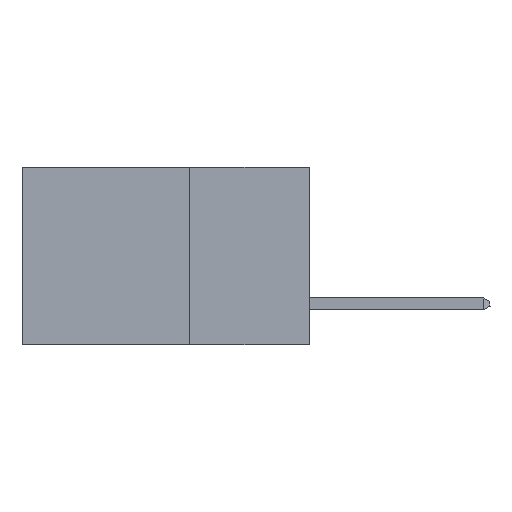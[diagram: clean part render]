
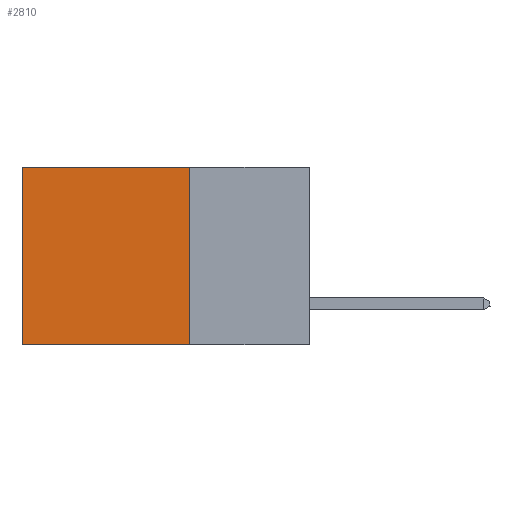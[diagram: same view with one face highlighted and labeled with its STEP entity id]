
A CAD part, left-side view. The second image highlights one B-rep face of the part: STEP entity #2810.
In plain terms, the highlighted planar face has unit normal (-1, 0, 0).
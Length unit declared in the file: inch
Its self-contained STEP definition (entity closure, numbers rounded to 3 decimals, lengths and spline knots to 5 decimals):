
#964 = CARTESIAN_POINT ( 'NONE',  ( 0.2875, 0.25, 0. ) ) ;
#1378 = CARTESIAN_POINT ( 'NONE',  ( 0.2875, 0.25, -0.37 ) ) ;
#2810 = ADVANCED_FACE ( 'NONE', ( #11162 ), #7523, .F. ) ;
#4966 = CARTESIAN_POINT ( 'NONE',  ( 0.2875, 0.25, 0. ) ) ;
#5057 = DIRECTION ( 'NONE',  ( 0., 0., -1. ) ) ;
#7523 = PLANE ( 'NONE',  #38142 ) ;
#10614 = CARTESIAN_POINT ( 'NONE',  ( 0.2875, 0.25, 0. ) ) ;
#11162 = FACE_OUTER_BOUND ( 'NONE', #12402, .T. ) ;
#12402 = EDGE_LOOP ( 'NONE', ( #20190, #30388, #26634, #25803 ) ) ;
#16399 = LINE ( 'NONE', #35366, #18188 ) ;
#17632 = EDGE_CURVE ( 'NONE', #40732, #44966, #18527, .T. ) ;
#18188 = VECTOR ( 'NONE', #38773, 39.37008 ) ;
#18527 = LINE ( 'NONE', #4966, #41236 ) ;
#18691 = VECTOR ( 'NONE', #33110, 39.37008 ) ;
#20190 = ORIENTED_EDGE ( 'NONE', *, *, #41383, .T. ) ;
#23937 = VERTEX_POINT ( 'NONE', #31413 ) ;
#25414 = EDGE_CURVE ( 'NONE', #40732, #26183, #40740, .T. ) ;
#25733 = CARTESIAN_POINT ( 'NONE',  ( 0.2875, 0.6, 0. ) ) ;
#25803 = ORIENTED_EDGE ( 'NONE', *, *, #17632, .T. ) ;
#26183 = VERTEX_POINT ( 'NONE', #1378 ) ;
#26634 = ORIENTED_EDGE ( 'NONE', *, *, #25414, .F. ) ;
#27601 = CARTESIAN_POINT ( 'NONE',  ( 0.2875, 0.25, 0. ) ) ;
#28604 = LINE ( 'NONE', #47999, #18691 ) ;
#29674 = VECTOR ( 'NONE', #5057, 39.37008 ) ;
#30388 = ORIENTED_EDGE ( 'NONE', *, *, #32971, .F. ) ;
#31413 = CARTESIAN_POINT ( 'NONE',  ( 0.2875, 0.6, -0.37 ) ) ;
#32971 = EDGE_CURVE ( 'NONE', #26183, #23937, #28604, .T. ) ;
#33110 = DIRECTION ( 'NONE',  ( 0., 1., 0. ) ) ;
#33640 = DIRECTION ( 'NONE',  ( 0., 1., 0. ) ) ;
#35366 = CARTESIAN_POINT ( 'NONE',  ( 0.2875, 0.6, 0. ) ) ;
#37674 = DIRECTION ( 'NONE',  ( 0., 0., -1. ) ) ;
#38142 = AXIS2_PLACEMENT_3D ( 'NONE', #10614, #44891, #37674 ) ;
#38773 = DIRECTION ( 'NONE',  ( 0., 0., -1. ) ) ;
#40732 = VERTEX_POINT ( 'NONE', #27601 ) ;
#40740 = LINE ( 'NONE', #964, #29674 ) ;
#41236 = VECTOR ( 'NONE', #33640, 39.37008 ) ;
#41383 = EDGE_CURVE ( 'NONE', #44966, #23937, #16399, .T. ) ;
#44891 = DIRECTION ( 'NONE',  ( 1., 0., 0. ) ) ;
#44966 = VERTEX_POINT ( 'NONE', #25733 ) ;
#47999 = CARTESIAN_POINT ( 'NONE',  ( 0.2875, 0.25, -0.37 ) ) ;
